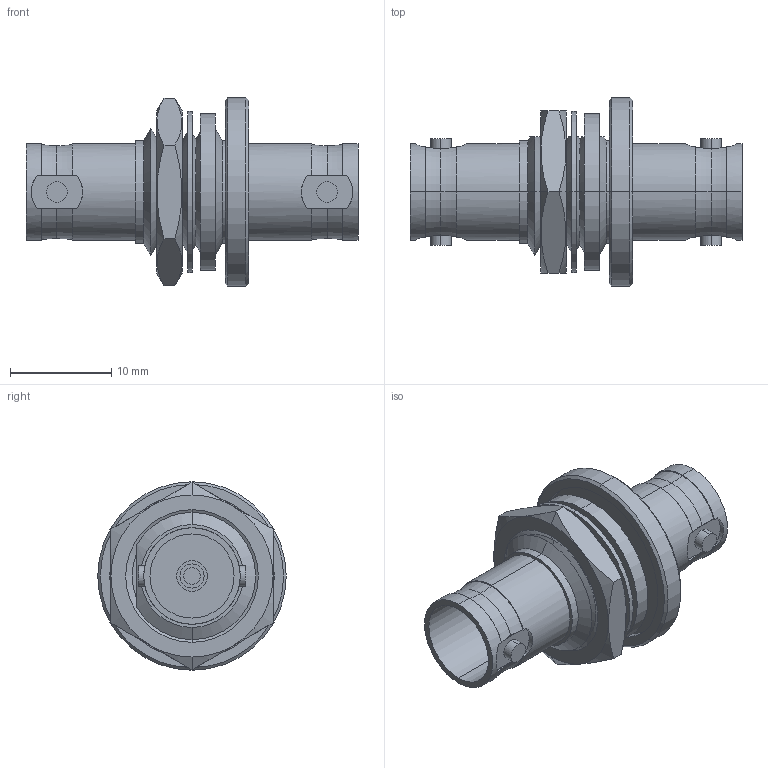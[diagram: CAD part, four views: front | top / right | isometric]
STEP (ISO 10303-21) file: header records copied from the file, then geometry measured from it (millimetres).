
FILE_DESCRIPTION (( 'STEP AP214' ), '1' );
FILE_NAME ('FMADMSB00007_3D.step', '2023-08-09T19:38:44', ( '' ), ( '' ), 'SwSTEP 2.0', 'SolidWorks 2022', '' );
FILE_SCHEMA (( 'AUTOMOTIVE_DESIGN' ));
Length unit declared in the file: millimetre
Products named in the file (5): Copy of MSB00007-MA1-NEW^FMADMSB00007; Copy of MSB00007-MA3^FMADMSB00007; FMADMSB00007_3D; Copy of MSB00007-MA2^FMADMSB00007; Copy of MSB00007-MA4^FMADMSB00007
Assembly tree (4 placements, depth 2):
  FMADMSB00007_3D
    Copy of MSB00007-MA1-NEW^FMADMSB00007
    Copy of MSB00007-MA2^FMADMSB00007
    Copy of MSB00007-MA3^FMADMSB00007
    Copy of MSB00007-MA4^FMADMSB00007
Bounding box: 32.77 x 18.59 x 18.59 mm (x, y, z)
Volume: 2121.9 mm3; surface area: 3654.8 mm2
Topology: 4 solids, 4 shells, 251 faces, 631 edges, 404 vertices
Faces by surface type: plane 96, cylinder 95, cone 48, torus 12
Entity records: 8768 total; most frequent: CARTESIAN_POINT 1725, DIRECTION 1365, ORIENTED_EDGE 1262, EDGE_CURVE 631, AXIS2_PLACEMENT_3D 524, VERTEX_POINT 404, VECTOR 317, LINE 317
